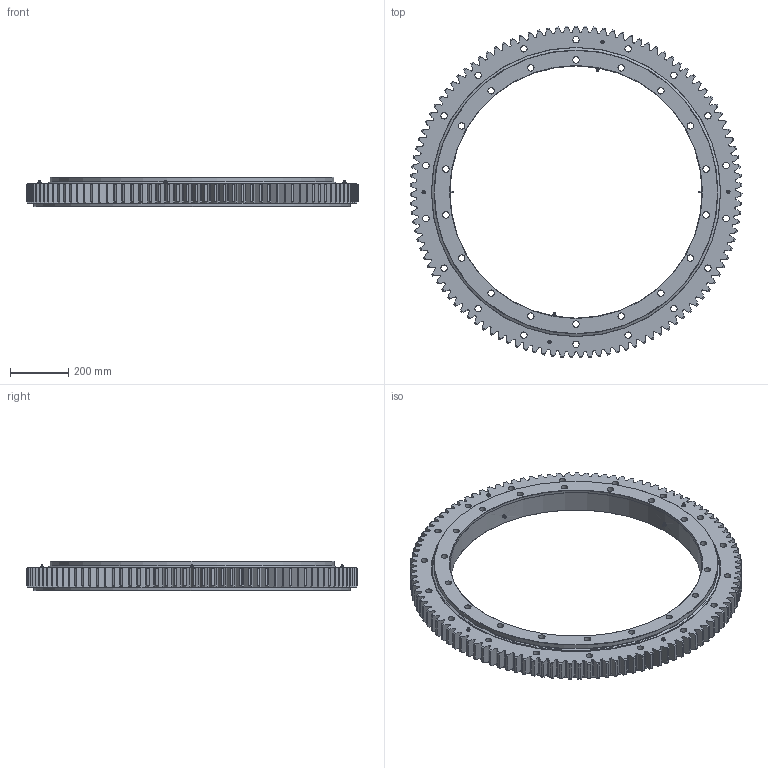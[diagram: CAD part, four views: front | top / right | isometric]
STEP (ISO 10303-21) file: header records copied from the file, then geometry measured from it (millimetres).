
FILE_DESCRIPTION (( 'STEP AP214' ), '1' );
FILE_NAME ('E.1144.30.12.D.1-RV.STEP', '2020-03-31T09:17:38', ( '' ), ( '' ), 'SwSTEP 2.0', 'SolidWorks 2016', '' );
FILE_SCHEMA (( 'AUTOMOTIVE_DESIGN' ));
Length unit declared in the file: millimetre
Products named in the file (7): E.1144.30.12.D.1-RV - OR; E.1144.30.12.D.1-RV; Roller L30; E.1144.30.12.D.1-RV - IR Seal; E.1144.30.12.D.1-RV - IR; Grease nipple M10x1mm; E.1144.30.12.D.1-RV - OR Seal
Assembly tree (82 placements, depth 2):
  E.1144.30.12.D.1-RV
    E.1144.30.12.D.1-RV - IR
    E.1144.30.12.D.1-RV - OR
    Roller L30  x70
    E.1144.30.12.D.1-RV - IR Seal
    E.1144.30.12.D.1-RV - OR Seal
    Grease nipple M10x1mm  x8
Bounding box: 1143.96 x 1143.86 x 100 mm (x, y, z)
Volume: 29137927.4 mm3; surface area: 2884878.1 mm2
Topology: 82 solids, 82 shells, 1463 faces, 3630 edges, 2353 vertices
Faces by surface type: plane 463, cone 349, cylinder 269, bspline 222, torus 160
Full cylindrical faces by diameter (mm): 3 x20, 9 x8, 10 x8, 22 x36, 30 x70, 869 x1, 870 x1, 964.5 x2, 978.5 x3, 981.5 x3, 993 x1, 995.5 x2, 1090 x1
Entity records: 66159 total; most frequent: CARTESIAN_POINT 43175, ORIENTED_EDGE 5108, DIRECTION 3811, EDGE_CURVE 2554, VERTEX_POINT 1755, AXIS2_PLACEMENT_3D 1403, EDGE_LOOP 1141, FACE_OUTER_BOUND 1008
